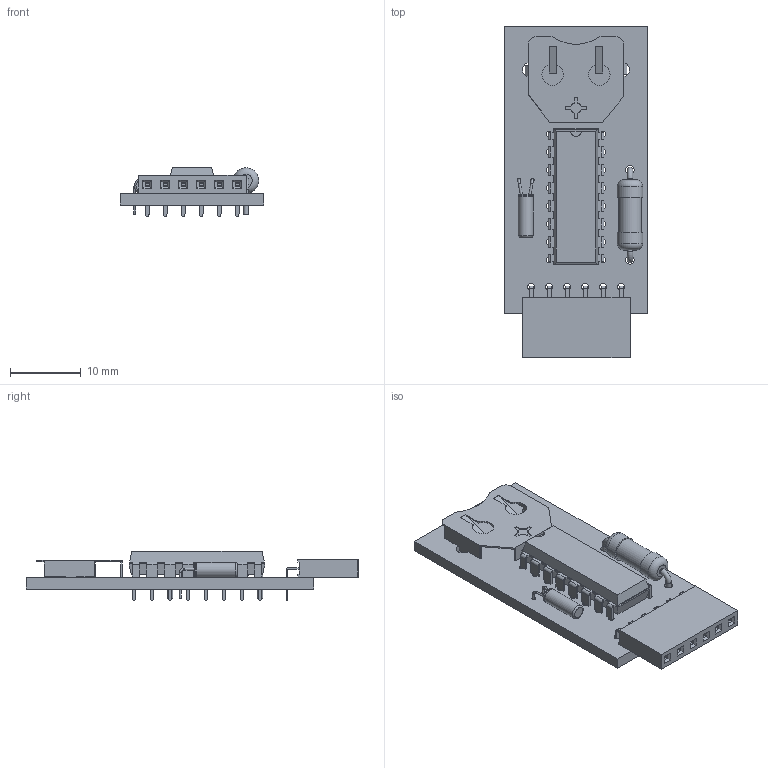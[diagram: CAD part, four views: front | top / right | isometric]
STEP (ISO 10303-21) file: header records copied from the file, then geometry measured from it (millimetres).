
FILE_DESCRIPTION(('KiCad electronic assembly'),'2;1');
FILE_NAME('ClockExpansion.step','2024-11-04T20:23:10',('Pcbnew'),( 'Kicad'),'Open CASCADE STEP processor 7.8','KiCad to STEP converter' ,'Unknown');
FILE_SCHEMA(('AUTOMOTIVE_DESIGN { 1 0 10303 214 1 1 1 1 }'));
Length unit declared in the file: millimetre
Products named in the file (12): ClockExpansion 1; PinSocket_1x06_P2.54mm_Horizontal; PinSocket_1x06_P254mm_Horizontal; BatteryHolder_Keystone_3001_1x12mm; Keystone_3001_1x12mm; R_Axial_DIN0411_L9.9mm_D3.6mm_P12.70mm_Horizontal; R_Axial_DIN0411_L99mm_D36mm_P1270mm_Horizontal; Crystal_C26-LF_D2.1mm_L6.5mm_Horizontal; C26_LF_Horizontal; DIP-16_W7.62mm; ClockExpansion_PCB
Assembly tree (11 placements, depth 3):
  ClockExpansion 1
    PinSocket_1x06_P2.54mm_Horizontal
      PinSocket_1x06_P254mm_Horizontal
    BatteryHolder_Keystone_3001_1x12mm
      Keystone_3001_1x12mm
    R_Axial_DIN0411_L9.9mm_D3.6mm_P12.70mm_Horizontal
      R_Axial_DIN0411_L99mm_D36mm_P1270mm_Horizontal
    Crystal_C26-LF_D2.1mm_L6.5mm_Horizontal
      C26_LF_Horizontal
    DIP-16_W7.62mm
      DIP-16_W7.62mm
    ClockExpansion_PCB
Bounding box: 20.32 x 46.86 x 6.98 mm (x, y, z)
Volume: 2142.5 mm3; surface area: 3676.5 mm2
Topology: 7 solids, 7 shells, 661 faces, 1750 edges, 1127 vertices
Faces by surface type: plane 528, cylinder 96, bspline 28, torus 9
Full cylindrical faces by diameter (mm): 0.3 x4, 0.5 x2, 0.8 x20, 1 x6, 1.2 x2, 1.9 x2, 2.1 x3, 3.24 x1, 3.6 x2
Entity records: 25090 total; most frequent: CARTESIAN_POINT 3950, ORIENTED_EDGE 3500, DIRECTION 3231, EDGE_CURVE 1750, LINE 1521, VECTOR 1521, VERTEX_POINT 1127, AXIS2_PLACEMENT_3D 855
